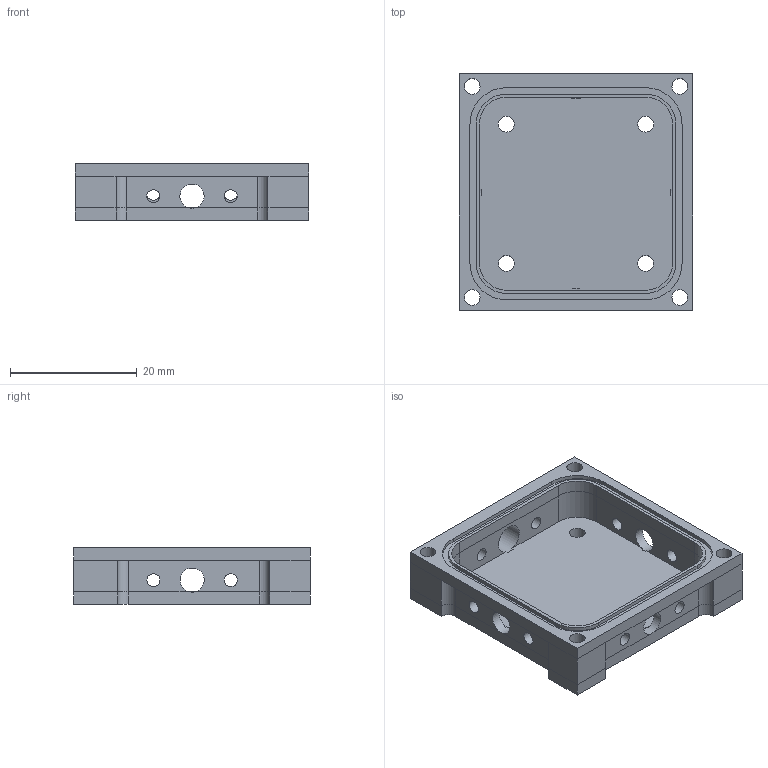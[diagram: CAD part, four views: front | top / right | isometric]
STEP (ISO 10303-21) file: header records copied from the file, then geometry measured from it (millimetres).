
FILE_DESCRIPTION(('FreeCAD Model'),'2;1');
FILE_NAME('Open CASCADE Shape Model','2021-01-21T00:26:41',('Author'),( ''),'Open CASCADE STEP processor 7.4','FreeCAD','Unknown');
FILE_SCHEMA(('CONFIG_CONTROL_DESIGN'));
Length unit declared in the file: millimetre
Products named in the file (2): CaseBottom; SOLID
Assembly tree (1 placements, depth 2):
  CaseBottom
    SOLID
Bounding box: 36.8 x 37.35 x 9 mm (x, y, z)
Volume: 4704.2 mm3; surface area: 5397 mm2
Topology: 1 solids, 1 shells, 108 faces, 292 edges, 181 vertices
Faces by surface type: cylinder 56, plane 52
Full cylindrical faces by diameter (mm): 2.05 x8, 2.5 x16, 3.82 x3, 4.6 x1
Entity records: 7443 total; most frequent: CARTESIAN_POINT 1391, DIRECTION 1170, LINE 672, VECTOR 672, ORIENTED_EDGE 584, PCURVE 584, DEFINITIONAL_REPRESENTATION 584, EDGE_CURVE 292
